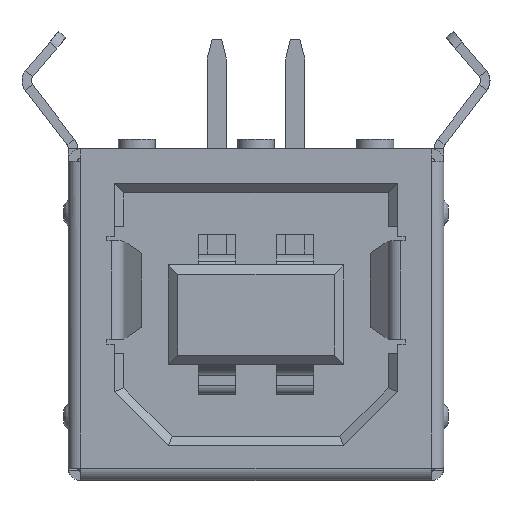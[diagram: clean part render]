
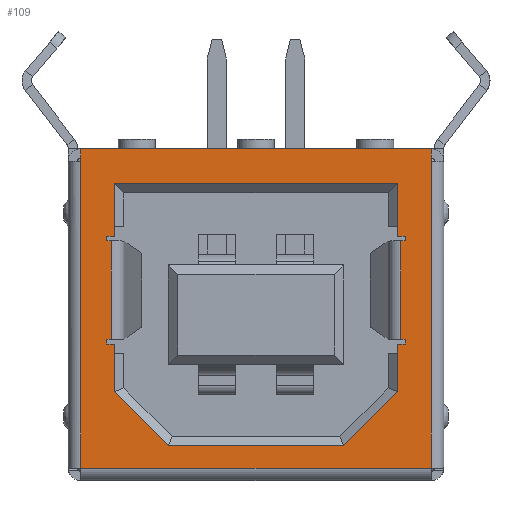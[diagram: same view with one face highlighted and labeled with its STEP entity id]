
A CAD part, front view. The second image highlights one B-rep face of the part: STEP entity #109.
In plain terms, the highlighted planar face has unit normal (0, -1, 0).
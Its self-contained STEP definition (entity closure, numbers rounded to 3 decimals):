
#109=ADVANCED_FACE('',(#873,#874),#875,.T.);
#873=FACE_OUTER_BOUND('',#2431,.T.);
#874=FACE_BOUND('',#2432,.T.);
#875=PLANE('',#2433);
#2431=EDGE_LOOP('',(#4470,#4471,#4472,#4473,#4474,#4475));
#2432=EDGE_LOOP('',(#4476,#4477,#4478,#4479,#4480,#4481,#4482,#4483,#4484,#4485,#4486,#4487,#4488,#4489,#4490,#4491,#4492,#4493,#4494,#4495,#4496,#4497));
#2433=AXIS2_PLACEMENT_3D('',#4498,#4499,#4500);
#4470=ORIENTED_EDGE('',*,*,#10586,.F.);
#4471=ORIENTED_EDGE('',*,*,#10587,.F.);
#4472=ORIENTED_EDGE('',*,*,#10588,.T.);
#4473=ORIENTED_EDGE('',*,*,#10589,.T.);
#4474=ORIENTED_EDGE('',*,*,#10590,.T.);
#4475=ORIENTED_EDGE('',*,*,#10591,.T.);
#4476=ORIENTED_EDGE('',*,*,#10557,.F.);
#4477=ORIENTED_EDGE('',*,*,#10568,.T.);
#4478=ORIENTED_EDGE('',*,*,#10571,.T.);
#4479=ORIENTED_EDGE('',*,*,#10592,.T.);
#4480=ORIENTED_EDGE('',*,*,#10593,.T.);
#4481=ORIENTED_EDGE('',*,*,#10594,.F.);
#4482=ORIENTED_EDGE('',*,*,#10595,.T.);
#4483=ORIENTED_EDGE('',*,*,#10596,.F.);
#4484=ORIENTED_EDGE('',*,*,#10597,.T.);
#4485=ORIENTED_EDGE('',*,*,#10598,.F.);
#4486=ORIENTED_EDGE('',*,*,#10599,.F.);
#4487=ORIENTED_EDGE('',*,*,#10600,.F.);
#4488=ORIENTED_EDGE('',*,*,#10601,.F.);
#4489=ORIENTED_EDGE('',*,*,#10602,.T.);
#4490=ORIENTED_EDGE('',*,*,#10603,.T.);
#4491=ORIENTED_EDGE('',*,*,#10604,.T.);
#4492=ORIENTED_EDGE('',*,*,#10605,.T.);
#4493=ORIENTED_EDGE('',*,*,#10606,.F.);
#4494=ORIENTED_EDGE('',*,*,#10607,.F.);
#4495=ORIENTED_EDGE('',*,*,#10608,.F.);
#4496=ORIENTED_EDGE('',*,*,#10609,.F.);
#4497=ORIENTED_EDGE('',*,*,#10610,.F.);
#4498=CARTESIAN_POINT('',(-5.6,-6.1,5.3));
#4499=DIRECTION('',(0.0,-1.0,0.));
#4500=DIRECTION('',(0.0,0.,-1.0));
#10557=EDGE_CURVE('',#12582,#12584,#12585,.T.);
#10568=EDGE_CURVE('',#12582,#12603,#12605,.T.);
#10571=EDGE_CURVE('',#12603,#12609,#12610,.T.);
#10586=EDGE_CURVE('',#12632,#12633,#12634,.T.);
#10587=EDGE_CURVE('',#12635,#12632,#12636,.T.);
#10588=EDGE_CURVE('',#12635,#12637,#12638,.T.);
#10589=EDGE_CURVE('',#12637,#12639,#12640,.T.);
#10590=EDGE_CURVE('',#12639,#12641,#12642,.T.);
#10591=EDGE_CURVE('',#12641,#12633,#12643,.T.);
#10592=EDGE_CURVE('',#12609,#12644,#12645,.T.);
#10593=EDGE_CURVE('',#12644,#12646,#12647,.T.);
#10594=EDGE_CURVE('',#12648,#12646,#12649,.T.);
#10595=EDGE_CURVE('',#12648,#12650,#12651,.F.);
#10596=EDGE_CURVE('',#12652,#12650,#12653,.T.);
#10597=EDGE_CURVE('',#12652,#12654,#12655,.F.);
#10598=EDGE_CURVE('',#12656,#12654,#12657,.T.);
#10599=EDGE_CURVE('',#12658,#12656,#12659,.T.);
#10600=EDGE_CURVE('',#12660,#12658,#12661,.T.);
#10601=EDGE_CURVE('',#12662,#12660,#12663,.T.);
#10602=EDGE_CURVE('',#12662,#12664,#12665,.T.);
#10603=EDGE_CURVE('',#12664,#12666,#12667,.T.);
#10604=EDGE_CURVE('',#12666,#12668,#12669,.T.);
#10605=EDGE_CURVE('',#12668,#12670,#12671,.T.);
#10606=EDGE_CURVE('',#12672,#12670,#12673,.T.);
#10607=EDGE_CURVE('',#12674,#12672,#12675,.T.);
#10608=EDGE_CURVE('',#12676,#12674,#12677,.T.);
#10609=EDGE_CURVE('',#12678,#12676,#12679,.T.);
#10610=EDGE_CURVE('',#12584,#12678,#12680,.T.);
#12582=VERTEX_POINT('',#15872);
#12584=VERTEX_POINT('',#15874);
#12585=LINE('',#15875,#15876);
#12603=VERTEX_POINT('',#15907);
#12605=LINE('',#15909,#15910);
#12609=VERTEX_POINT('',#15920);
#12610=LINE('',#15921,#15922);
#12632=VERTEX_POINT('',#15957);
#12633=VERTEX_POINT('',#15958);
#12634=LINE('',#15959,#15960);
#12635=VERTEX_POINT('',#15961);
#12636=LINE('',#15962,#15963);
#12637=VERTEX_POINT('',#15964);
#12638=LINE('',#15965,#15966);
#12639=VERTEX_POINT('',#15967);
#12640=LINE('',#15968,#15969);
#12641=VERTEX_POINT('',#15970);
#12642=LINE('',#15971,#15972);
#12643=LINE('',#15973,#15974);
#12644=VERTEX_POINT('',#15975);
#12645=LINE('',#15976,#15977);
#12646=VERTEX_POINT('',#15978);
#12647=LINE('',#15979,#15980);
#12648=VERTEX_POINT('',#15981);
#12649=LINE('',#15982,#15983);
#12650=VERTEX_POINT('',#15984);
#12651=LINE('',#15985,#15986);
#12652=VERTEX_POINT('',#15987);
#12653=LINE('',#15988,#15989);
#12654=VERTEX_POINT('',#15990);
#12655=LINE('',#15991,#15992);
#12656=VERTEX_POINT('',#15993);
#12657=LINE('',#15994,#15995);
#12658=VERTEX_POINT('',#15996);
#12659=LINE('',#15997,#15998);
#12660=VERTEX_POINT('',#15999);
#12661=LINE('',#16000,#16001);
#12662=VERTEX_POINT('',#16002);
#12663=LINE('',#16003,#16004);
#12664=VERTEX_POINT('',#16005);
#12665=LINE('',#16006,#16007);
#12666=VERTEX_POINT('',#16008);
#12667=LINE('',#16009,#16010);
#12668=VERTEX_POINT('',#16011);
#12669=LINE('',#16012,#16013);
#12670=VERTEX_POINT('',#16014);
#12671=LINE('',#16015,#16016);
#12672=VERTEX_POINT('',#16017);
#12673=LINE('',#16018,#16019);
#12674=VERTEX_POINT('',#16020);
#12675=LINE('',#16021,#16022);
#12676=VERTEX_POINT('',#16023);
#12677=LINE('',#16024,#16025);
#12678=VERTEX_POINT('',#16026);
#12679=LINE('',#16027,#16028);
#12680=LINE('',#16029,#16030);
#15872=CARTESIAN_POINT('',(4.617,-6.1,2.36));
#15874=CARTESIAN_POINT('',(4.767,-6.1,2.36));
#15875=CARTESIAN_POINT('',(4.525,-6.1,2.36));
#15876=VECTOR('',#20985,1000.0);
#15907=CARTESIAN_POINT('',(4.617,-6.1,-0.79));
#15909=CARTESIAN_POINT('',(4.617,-6.1,2.36));
#15910=VECTOR('',#21000,1000.0);
#15920=CARTESIAN_POINT('',(4.767,-6.1,-0.79));
#15921=CARTESIAN_POINT('',(4.525,-6.1,-0.79));
#15922=VECTOR('',#21002,1000.0);
#15957=CARTESIAN_POINT('',(5.6,-6.1,5.3));
#15958=CARTESIAN_POINT('',(5.6,-6.1,4.9));
#15959=CARTESIAN_POINT('',(5.6,-6.1,5.3));
#15960=VECTOR('',#21022,1000.0);
#15961=CARTESIAN_POINT('',(-5.6,-6.1,5.3));
#15962=CARTESIAN_POINT('',(-5.6,-6.1,5.3));
#15963=VECTOR('',#21023,1000.0);
#15964=CARTESIAN_POINT('',(-5.6,-6.1,4.9));
#15965=CARTESIAN_POINT('',(-5.6,-6.1,5.3));
#15966=VECTOR('',#21024,1000.0);
#15967=CARTESIAN_POINT('',(-5.6,-6.1,-4.9));
#15968=CARTESIAN_POINT('',(-5.6,-6.1,4.9));
#15969=VECTOR('',#21025,1000.0);
#15970=CARTESIAN_POINT('',(5.6,-6.1,-4.9));
#15971=CARTESIAN_POINT('',(-5.6,-6.1,-4.9));
#15972=VECTOR('',#21026,1000.0);
#15973=CARTESIAN_POINT('',(5.6,-6.1,-4.9));
#15974=VECTOR('',#21027,1000.0);
#15975=CARTESIAN_POINT('',(4.767,-6.1,-0.94));
#15976=CARTESIAN_POINT('',(4.767,-6.1,-0.94));
#15977=VECTOR('',#21028,1000.0);
#15978=CARTESIAN_POINT('',(4.525,-6.1,-0.94));
#15979=CARTESIAN_POINT('',(4.525,-6.1,-0.94));
#15980=VECTOR('',#21029,1000.0);
#15981=CARTESIAN_POINT('',(4.525,-6.1,-2.465));
#15982=CARTESIAN_POINT('',(4.525,-6.1,-4.19));
#15983=VECTOR('',#21030,1000.0);
#15984=CARTESIAN_POINT('',(2.8,-6.1,-4.19));
#15985=CARTESIAN_POINT('',(4.525,-6.1,-2.465));
#15986=VECTOR('',#21031,1000.0);
#15987=CARTESIAN_POINT('',(-2.8,-6.1,-4.19));
#15988=CARTESIAN_POINT('',(-4.525,-6.1,-4.19));
#15989=VECTOR('',#21032,1000.0);
#15990=CARTESIAN_POINT('',(-4.525,-6.1,-2.465));
#15991=CARTESIAN_POINT('',(-2.8,-6.1,-4.19));
#15992=VECTOR('',#21033,1000.0);
#15993=CARTESIAN_POINT('',(-4.525,-6.1,-0.94));
#15994=CARTESIAN_POINT('',(-4.525,-6.1,4.19));
#15995=VECTOR('',#21034,1000.0);
#15996=CARTESIAN_POINT('',(-4.767,-6.1,-0.94));
#15997=CARTESIAN_POINT('',(-4.525,-6.1,-0.94));
#15998=VECTOR('',#21035,1000.0);
#15999=CARTESIAN_POINT('',(-4.767,-6.1,-0.79));
#16000=CARTESIAN_POINT('',(-4.767,-6.1,-0.94));
#16001=VECTOR('',#21036,1000.0);
#16002=CARTESIAN_POINT('',(-4.617,-6.1,-0.79));
#16003=CARTESIAN_POINT('',(-4.525,-6.1,-0.79));
#16004=VECTOR('',#21037,1000.0);
#16005=CARTESIAN_POINT('',(-4.617,-6.1,2.36));
#16006=CARTESIAN_POINT('',(-4.617,-6.1,-0.79));
#16007=VECTOR('',#21038,1000.0);
#16008=CARTESIAN_POINT('',(-4.767,-6.1,2.36));
#16009=CARTESIAN_POINT('',(-4.525,-6.1,2.36));
#16010=VECTOR('',#21039,1000.0);
#16011=CARTESIAN_POINT('',(-4.767,-6.1,2.51));
#16012=CARTESIAN_POINT('',(-4.767,-6.1,2.51));
#16013=VECTOR('',#21040,1000.0);
#16014=CARTESIAN_POINT('',(-4.525,-6.1,2.51));
#16015=CARTESIAN_POINT('',(-4.525,-6.1,2.51));
#16016=VECTOR('',#21041,1000.0);
#16017=CARTESIAN_POINT('',(-4.525,-6.1,4.19));
#16018=CARTESIAN_POINT('',(-4.525,-6.1,4.19));
#16019=VECTOR('',#21042,1000.0);
#16020=CARTESIAN_POINT('',(4.525,-6.1,4.19));
#16021=CARTESIAN_POINT('',(4.525,-6.1,4.19));
#16022=VECTOR('',#21043,1000.0);
#16023=CARTESIAN_POINT('',(4.525,-6.1,2.51));
#16024=CARTESIAN_POINT('',(4.525,-6.1,-4.19));
#16025=VECTOR('',#21044,1000.0);
#16026=CARTESIAN_POINT('',(4.767,-6.1,2.51));
#16027=CARTESIAN_POINT('',(4.525,-6.1,2.51));
#16028=VECTOR('',#21045,1000.0);
#16029=CARTESIAN_POINT('',(4.767,-6.1,2.51));
#16030=VECTOR('',#21046,1000.0);
#20985=DIRECTION('',(1.0,0.,0.0));
#21000=DIRECTION('',(0.0,0.0,-1.0));
#21002=DIRECTION('',(1.0,0.0,0.));
#21022=DIRECTION('',(0.,0.,-1.0));
#21023=DIRECTION('',(1.0,0.0,0.0));
#21024=DIRECTION('',(0.,0.,-1.0));
#21025=DIRECTION('',(0.0,0.,-1.0));
#21026=DIRECTION('',(1.0,0.0,0.0));
#21027=DIRECTION('',(0.0,0.,1.0));
#21028=DIRECTION('',(0.0,0.0,-1.0));
#21029=DIRECTION('',(-1.0,0.0,0.));
#21030=DIRECTION('',(0.,0.,1.0));
#21031=DIRECTION('',(0.707,0.,0.707));
#21032=DIRECTION('',(1.0,0.0,0.0));
#21033=DIRECTION('',(0.707,0.,-0.707));
#21034=DIRECTION('',(0.,0.,-1.0));
#21035=DIRECTION('',(1.0,0.,0.0));
#21036=DIRECTION('',(0.0,0.0,-1.0));
#21037=DIRECTION('',(-1.0,0.,0.0));
#21038=DIRECTION('',(0.0,0.0,1.0));
#21039=DIRECTION('',(-1.0,0.,0.));
#21040=DIRECTION('',(0.0,0.0,1.0));
#21041=DIRECTION('',(1.0,0.,0.));
#21042=DIRECTION('',(0.,0.,-1.0));
#21043=DIRECTION('',(-1.0,0.0,0.0));
#21044=DIRECTION('',(0.,0.,1.0));
#21045=DIRECTION('',(-1.0,0.,0.0));
#21046=DIRECTION('',(0.0,0.0,1.0));
